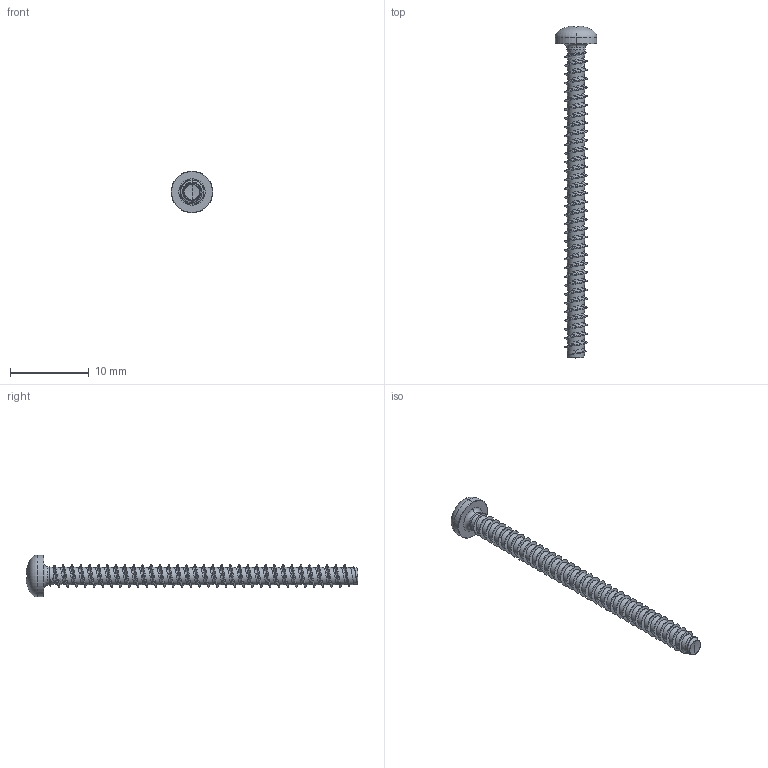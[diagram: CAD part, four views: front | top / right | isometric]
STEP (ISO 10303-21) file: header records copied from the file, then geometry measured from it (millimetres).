
FILE_DESCRIPTION (( 'STEP AP203' ), '1' );
FILE_NAME ('STP220300400.STEP', '2017-08-15T02:52:50', ( '' ), ( '' ), 'SwSTEP 2.0', 'SolidWorks 2015', '' );
FILE_SCHEMA (( 'CONFIG_CONTROL_DESIGN' ));
Length unit declared in the file: millimetre
Products named in the file (1): STP220300400
Bounding box: 5.3 x 42.27 x 5.3 mm (x, y, z)
Volume: 201.4 mm3; surface area: 518.4 mm2
Topology: 1 solids, 1 shells, 236 faces, 594 edges, 360 vertices
Faces by surface type: cylinder 95, bspline 55, plane 30, torus 28, sphere 20, cone 8
Entity records: 59483 total; most frequent: CARTESIAN_POINT 54501, ORIENTED_EDGE 1184, DIRECTION 863, EDGE_CURVE 592, AXIS2_PLACEMENT_3D 362, VERTEX_POINT 360, EDGE_LOOP 238, ADVANCED_FACE 236
